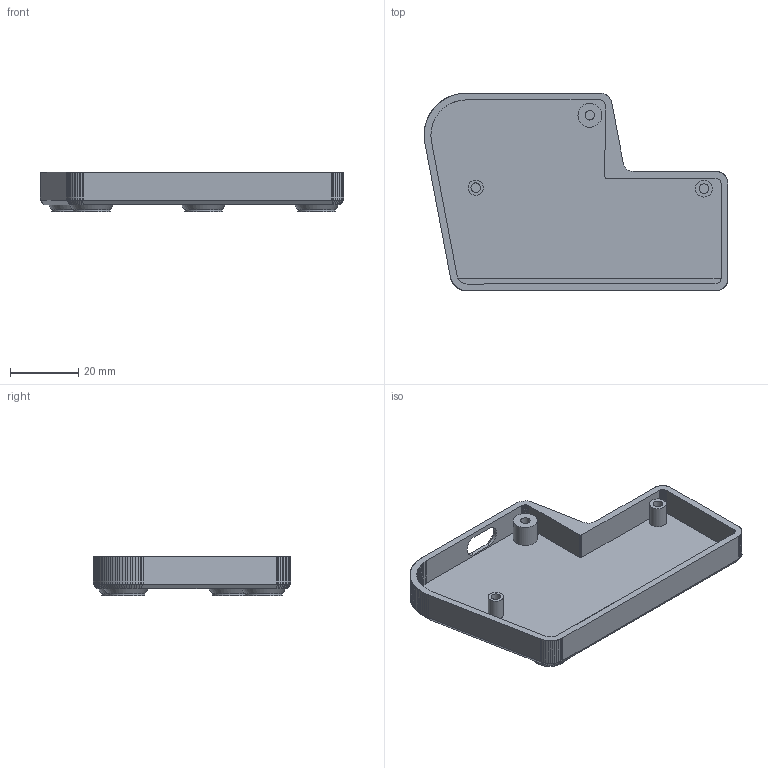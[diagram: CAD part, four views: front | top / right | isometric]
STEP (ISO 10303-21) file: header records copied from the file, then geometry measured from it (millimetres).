
FILE_DESCRIPTION(/* description */ ('KiCad electronic assembly'),/* implementation_level */ '2;1');
FILE_NAME(/* name */ '4KEMPlowercase.step',/* time_stamp */ '2026-02-06T22:18:27-08:00',/* author */ (''),/* organization */ (''),/* preprocessor_version */ 'ST-DEVELOPER v20.1',/* originating_system */ 'Autodesk Translation Framework v14.21.0.0',/* authorisation */ '');
FILE_SCHEMA (('AUTOMOTIVE_DESIGN { 1 0 10303 214 3 1 1 }'));
Length unit declared in the file: millimetre
Products named in the file (2): shennyshen 1; Component12
Assembly tree (1 placements, depth 2):
  shennyshen 1
    Component12
Bounding box: 89.13 x 58.02 x 11.6 mm (x, y, z)
Volume: 12642.2 mm3; surface area: 13539.5 mm2
Topology: 1 solids, 1 shells, 312 faces, 887 edges, 587 vertices
Faces by surface type: plane 228, cylinder 75, cone 9
Full cylindrical faces by diameter (mm): 2.8 x3, 4.5 x1, 5 x1, 7 x1, 11 x4
Entity records: 10197 total; most frequent: CARTESIAN_POINT 1789, ORIENTED_EDGE 1774, DIRECTION 1743, EDGE_CURVE 887, LINE 661, VECTOR 661, VERTEX_POINT 587, AXIS2_PLACEMENT_3D 541
